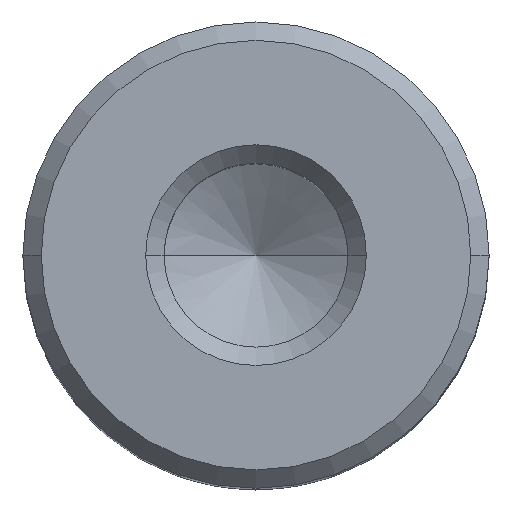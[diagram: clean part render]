
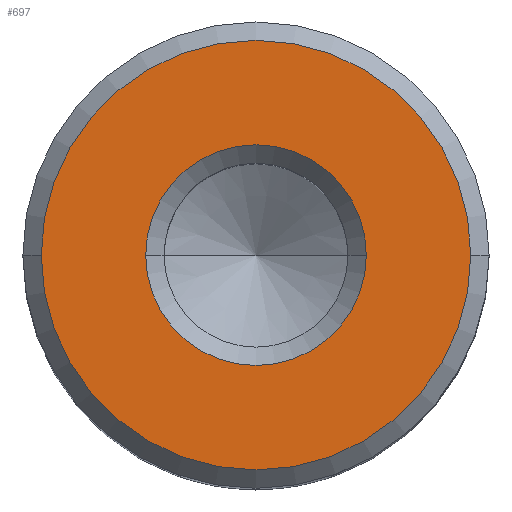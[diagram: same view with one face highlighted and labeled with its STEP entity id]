
A CAD part, top view. The second image highlights one B-rep face of the part: STEP entity #697.
In plain terms, the highlighted planar face has unit normal (0, 0, 1).
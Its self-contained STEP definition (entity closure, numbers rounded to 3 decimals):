
#23 = CARTESIAN_POINT ( 'NONE',  ( 0., 0., 30. ) ) ;
#406 = DIRECTION ( 'NONE',  ( 0., 0., -1. ) ) ;
#408 = DIRECTION ( 'NONE',  ( 0., 0., 1. ) ) ;
#427 = EDGE_CURVE ( 'NONE', #2322, #3860, #3338, .T. ) ;
#451 = AXIS2_PLACEMENT_3D ( 'NONE', #23, #406, #633 ) ;
#536 = ORIENTED_EDGE ( 'NONE', *, *, #2697, .T. ) ;
#548 = DIRECTION ( 'NONE',  ( 1., 0., 0. ) ) ;
#633 = DIRECTION ( 'NONE',  ( 1., 0., 0. ) ) ;
#695 = DIRECTION ( 'NONE',  ( 0., 0., 1. ) ) ;
#697 = ADVANCED_FACE ( 'NONE', ( #3787, #709 ), #1937, .T. ) ;
#701 = CARTESIAN_POINT ( 'NONE',  ( -5.84, 0., 30. ) ) ;
#709 = FACE_OUTER_BOUND ( 'NONE', #3797, .T. ) ;
#767 = DIRECTION ( 'NONE',  ( 1., 0., 0. ) ) ;
#966 = CIRCLE ( 'NONE', #451, 3. ) ;
#998 = CARTESIAN_POINT ( 'NONE',  ( 0., 0., 30. ) ) ;
#1040 = VERTEX_POINT ( 'NONE', #2430 ) ;
#1068 = CARTESIAN_POINT ( 'NONE',  ( 0., 0., 30. ) ) ;
#1484 = EDGE_CURVE ( 'NONE', #1647, #1040, #1536, .T. ) ;
#1536 = CIRCLE ( 'NONE', #2764, 3. ) ;
#1647 = VERTEX_POINT ( 'NONE', #3630 ) ;
#1668 = AXIS2_PLACEMENT_3D ( 'NONE', #2952, #3311, #548 ) ;
#1813 = EDGE_CURVE ( 'NONE', #3860, #2322, #3909, .T. ) ;
#1937 = PLANE ( 'NONE',  #3871 ) ;
#2322 = VERTEX_POINT ( 'NONE', #701 ) ;
#2324 = AXIS2_PLACEMENT_3D ( 'NONE', #998, #695, #2794 ) ;
#2392 = ORIENTED_EDGE ( 'NONE', *, *, #1813, .T. ) ;
#2412 = ORIENTED_EDGE ( 'NONE', *, *, #1484, .T. ) ;
#2430 = CARTESIAN_POINT ( 'NONE',  ( -3., 0., 30. ) ) ;
#2697 = EDGE_CURVE ( 'NONE', #1040, #1647, #966, .T. ) ;
#2764 = AXIS2_PLACEMENT_3D ( 'NONE', #1068, #3544, #767 ) ;
#2794 = DIRECTION ( 'NONE',  ( 1., 0., 0. ) ) ;
#2896 = ORIENTED_EDGE ( 'NONE', *, *, #427, .T. ) ;
#2952 = CARTESIAN_POINT ( 'NONE',  ( 0., 0., 30. ) ) ;
#3150 = DIRECTION ( 'NONE',  ( 1., 0., 0. ) ) ;
#3172 = CARTESIAN_POINT ( 'NONE',  ( 0., 0., 30. ) ) ;
#3311 = DIRECTION ( 'NONE',  ( 0., 0., 1. ) ) ;
#3338 = CIRCLE ( 'NONE', #2324, 5.84 ) ;
#3446 = EDGE_LOOP ( 'NONE', ( #2412, #536 ) ) ;
#3544 = DIRECTION ( 'NONE',  ( 0., 0., -1. ) ) ;
#3630 = CARTESIAN_POINT ( 'NONE',  ( 3., 0., 30. ) ) ;
#3742 = CARTESIAN_POINT ( 'NONE',  ( 5.84, 0., 30. ) ) ;
#3787 = FACE_BOUND ( 'NONE', #3446, .T. ) ;
#3797 = EDGE_LOOP ( 'NONE', ( #2896, #2392 ) ) ;
#3860 = VERTEX_POINT ( 'NONE', #3742 ) ;
#3871 = AXIS2_PLACEMENT_3D ( 'NONE', #3172, #408, #3150 ) ;
#3909 = CIRCLE ( 'NONE', #1668, 5.84 ) ;
